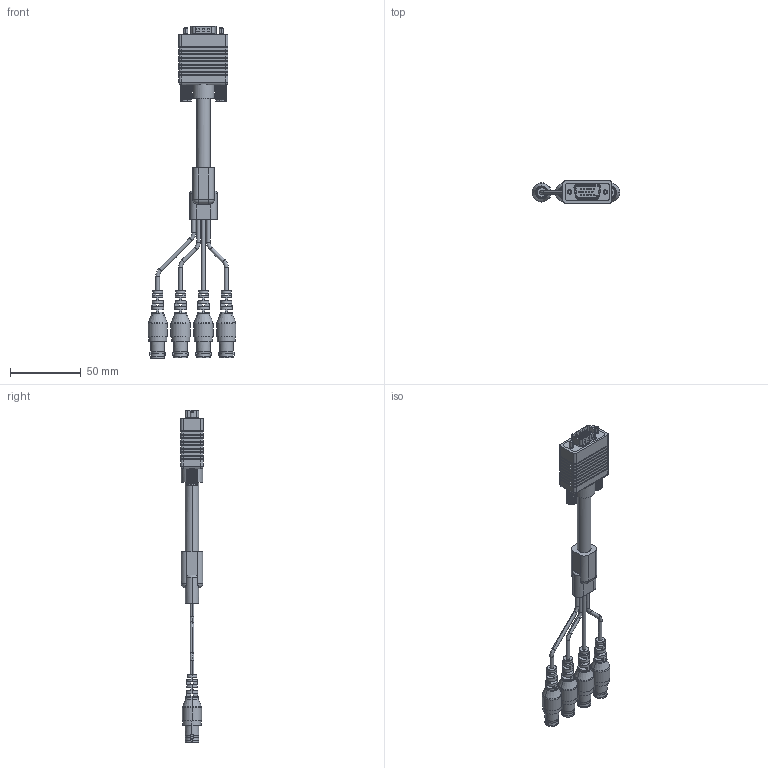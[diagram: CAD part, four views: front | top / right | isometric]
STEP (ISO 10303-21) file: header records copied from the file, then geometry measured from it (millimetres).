
FILE_DESCRIPTION (( 'STEP AP203' ), '1' );
FILE_NAME ('CTL4CAR-_.STEP', '2006-08-04T15:10:54', ( 'L-COM' ), ( 'L-COM' ), 'SwSTEP 2.0', 'SolidWorks 2006004', '' );
FILE_SCHEMA (( 'CONFIG_CONTROL_DESIGN' ));
Length unit declared in the file: inch
Products named in the file (9): MTN-041; 3AC03-015_four legs without ferrite bead; SDH15P_Supplier Connector; 3AA07-008; CTL4CAR-_; CTL4CAR-1.5-MA1; CTL5CAT-3B-MA2; bnc female; 3AB01-056
Assembly tree (12 placements, depth 3):
  CTL4CAR-_
    3AC03-015_four legs without ferrite bead
    CTL4CAR-1.5-MA1  x4
      CTL5CAT-3B-MA2
      bnc female
    3AB01-056
      MTN-041
      3AA07-008  x2
      SDH15P_Supplier Connector
Bounding box: 61.95 x 15.67 x 234.09 mm (x, y, z)
Volume: 46624.8 mm3; surface area: 27312.5 mm2
Topology: 13 solids, 13 shells, 1077 faces, 2869 edges, 1828 vertices
Faces by surface type: plane 528, cylinder 355, torus 116, sphere 34, bspline 24, cone 20
Entity records: 26179 total; most frequent: CARTESIAN_POINT 8484, DIRECTION 3536, ORIENTED_EDGE 3434, EDGE_CURVE 1717, AXIS2_PLACEMENT_3D 1292, VERTEX_POINT 1104, LINE 952, VECTOR 952
